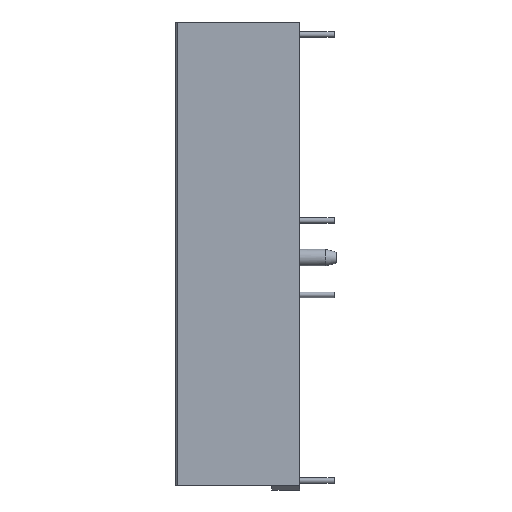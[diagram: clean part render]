
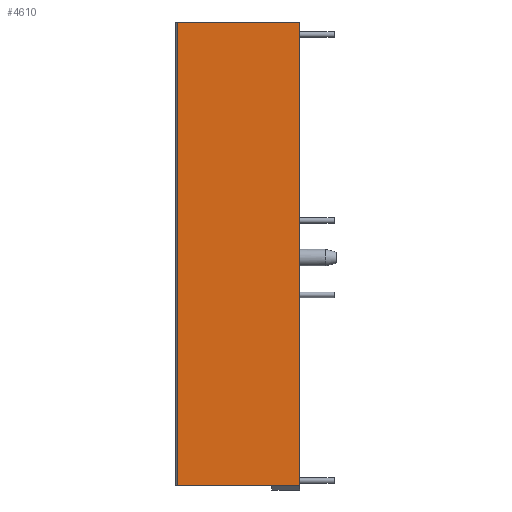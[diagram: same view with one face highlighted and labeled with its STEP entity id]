
A CAD part, left-side view. The second image highlights one B-rep face of the part: STEP entity #4610.
In plain terms, the highlighted free-form (B-spline) face has degree [1, 1] with [2, 2] control points.
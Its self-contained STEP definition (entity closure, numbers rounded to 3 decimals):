
#4554=CARTESIAN_POINT('V104',(-7.7,13.15,
   0.48));
#4555=VERTEX_POINT('V104',#4554);
#4561=CARTESIAN_POINT('V105',(-7.7,13.15,
   50.35));
#4562=VERTEX_POINT('V105',#4561);
#4563=CARTESIAN_POINT('E139',(-7.7,13.15,
   0.48));
#4564=CARTESIAN_POINT('E139',(-7.7,13.15,
   50.35));
#4565=B_SPLINE_CURVE_WITH_KNOTS('E139',1,(#4563,#4564),
   .POLYLINE_FORM.,.F.,.U.,(2,2),(1.358,
   142.411),.UNSPECIFIED.);
#4566=EDGE_CURVE('E139',#4555,#4562,#4565,.T.);
#4583=CARTESIAN_POINT('F92',(-7.7,13.15,
   0.0));
#4584=CARTESIAN_POINT('F92',(-7.7,0.0,0.0));
#4585=CARTESIAN_POINT('F92',(-7.7,13.15,
   50.35));
#4586=CARTESIAN_POINT('F92',(-7.7,0.0,
   50.35));
#4587=B_SPLINE_SURFACE_WITH_KNOTS('F92',1,1,((#4583,#4585),(#4584,
   #4586)),.PLANE_SURF.,.F.,.F.,.U.,(2,2),(2,2),(0.0,1.0),(0.0,
   3.829),.UNSPECIFIED.);
#4588=CARTESIAN_POINT('V125',(-7.7,0.,
   0.48));
#4589=VERTEX_POINT('V125',#4588);
#4590=CARTESIAN_POINT('E165',(-7.7,13.15,
   0.48));
#4591=CARTESIAN_POINT('E165',(-7.7,0.,
   0.48));
#4592=B_SPLINE_CURVE_WITH_KNOTS('E165',1,(#4590,#4591),
   .POLYLINE_FORM.,.F.,.U.,(2,2),(0.0,16.541),
   .UNSPECIFIED.);
#4593=EDGE_CURVE('E165',#4555,#4589,#4592,.T.);
#4594=ORIENTED_EDGE('E165',*,*,#4593,.T.);
#4595=CARTESIAN_POINT('V114',(-7.7,0.,
   50.35));
#4596=VERTEX_POINT('V114',#4595);
#4597=CARTESIAN_POINT('E276',(-7.7,0.0,
   0.48));
#4598=CARTESIAN_POINT('E276',(-7.7,0.0,
   50.35));
#4599=QUASI_UNIFORM_CURVE('E276',1,(#4597,#4598),.POLYLINE_FORM.,.F.,
   .U.);
#4600=EDGE_CURVE('E276',#4589,#4596,#4599,.T.);
#4601=ORIENTED_EDGE('E276',*,*,#4600,.T.);
#4602=CARTESIAN_POINT('E150',(-7.7,0.0,
   50.35));
#4603=CARTESIAN_POINT('E150',(-7.7,13.15,
   50.35));
#4604=QUASI_UNIFORM_CURVE('E150',1,(#4602,#4603),.POLYLINE_FORM.,.F.,
   .U.);
#4605=EDGE_CURVE('E150',#4596,#4562,#4604,.T.);
#4606=ORIENTED_EDGE('E150',*,*,#4605,.T.);
#4607=ORIENTED_EDGE('E139',*,*,#4566,.F.);
#4608=EDGE_LOOP('F92',(#4594,#4601,#4606,#4607));
#4609=FACE_OUTER_BOUND('F92',#4608,.T.);
#4610=ADVANCED_FACE('F92',(#4609),#4587,.T.);
